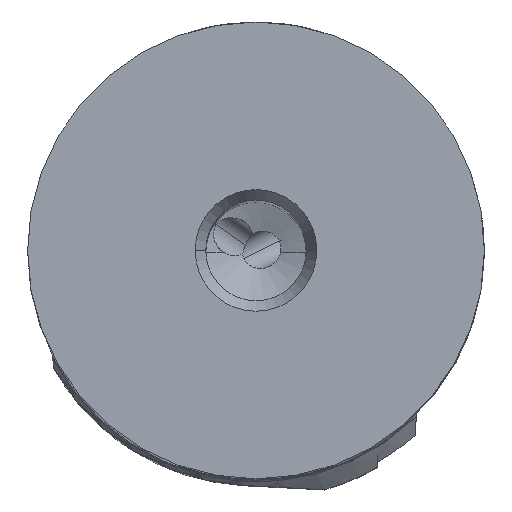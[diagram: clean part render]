
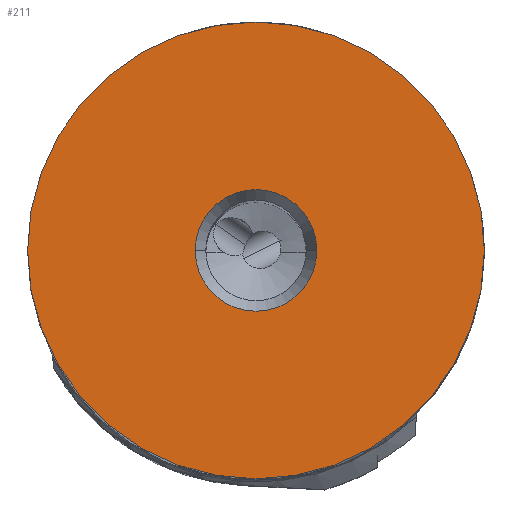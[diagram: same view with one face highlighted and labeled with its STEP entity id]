
A CAD part, top view. The second image highlights one B-rep face of the part: STEP entity #211.
In plain terms, the highlighted planar face has unit normal (0, 0, 1).
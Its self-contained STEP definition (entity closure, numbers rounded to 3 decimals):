
#79=FACE_BOUND('',#500,.T.);
#80=FACE_BOUND('',#501,.T.);
#115=PLANE('',#2357);
#211=ADVANCED_FACE('',(#79,#80),#115,.T.);
#500=EDGE_LOOP('',(#1483,#1484));
#501=EDGE_LOOP('',(#1485,#1486));
#942=CIRCLE('',#2344,25.);
#945=CIRCLE('',#2351,25.);
#946=CIRCLE('',#2355,6.655);
#947=CIRCLE('',#2356,6.655);
#1483=ORIENTED_EDGE('',*,*,#2060,.F.);
#1484=ORIENTED_EDGE('',*,*,#2068,.F.);
#1485=ORIENTED_EDGE('',*,*,#2073,.F.);
#1486=ORIENTED_EDGE('',*,*,#2074,.F.);
#1769=VERTEX_POINT('',#4433);
#1770=VERTEX_POINT('',#4435);
#1780=VERTEX_POINT('',#4461);
#1781=VERTEX_POINT('',#4462);
#2060=EDGE_CURVE('',#1769,#1770,#942,.T.);
#2068=EDGE_CURVE('',#1770,#1769,#945,.T.);
#2073=EDGE_CURVE('',#1780,#1781,#946,.T.);
#2074=EDGE_CURVE('',#1781,#1780,#947,.T.);
#2344=AXIS2_PLACEMENT_3D('',#4434,#2873,#2874);
#2351=AXIS2_PLACEMENT_3D('',#4450,#2890,#2891);
#2355=AXIS2_PLACEMENT_3D('',#4460,#2900,#2901);
#2356=AXIS2_PLACEMENT_3D('',#4463,#2902,#2903);
#2357=AXIS2_PLACEMENT_3D('',#4464,#2904,#2905);
#2873=DIRECTION('',(0.,0.,-1.));
#2874=DIRECTION('',(1.,0.,0.));
#2890=DIRECTION('',(0.,0.,-1.));
#2891=DIRECTION('',(-1.,0.,0.));
#2900=DIRECTION('',(0.,0.,1.));
#2901=DIRECTION('',(1.,0.,0.));
#2902=DIRECTION('',(0.,0.,1.));
#2903=DIRECTION('',(-1.,0.,0.));
#2904=DIRECTION('',(0.,0.,1.));
#2905=DIRECTION('',(-1.,0.,0.));
#4433=CARTESIAN_POINT('',(25.,0.,0.));
#4434=CARTESIAN_POINT('',(0.,0.,0.));
#4435=CARTESIAN_POINT('',(-25.,0.,0.));
#4450=CARTESIAN_POINT('',(0.,0.,0.));
#4460=CARTESIAN_POINT('',(0.,0.,0.));
#4461=CARTESIAN_POINT('',(6.655,0.,0.));
#4462=CARTESIAN_POINT('',(-6.655,0.,0.));
#4463=CARTESIAN_POINT('',(0.,0.,0.));
#4464=CARTESIAN_POINT('',(0.,0.,0.));
